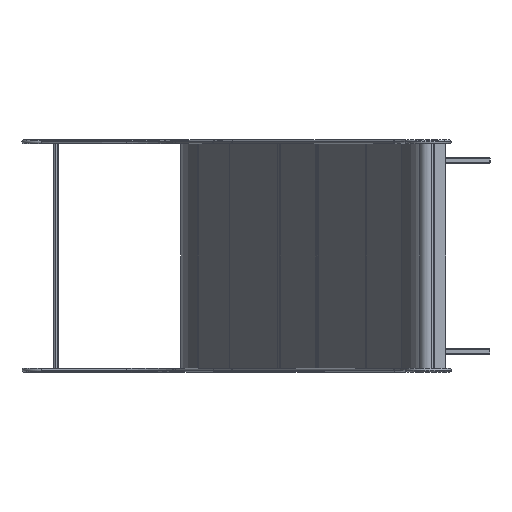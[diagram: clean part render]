
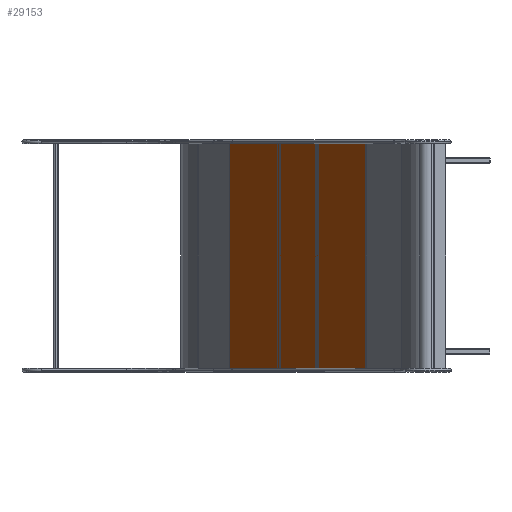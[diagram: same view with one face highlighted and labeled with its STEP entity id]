
A CAD part, left-side view. The second image highlights one B-rep face of the part: STEP entity #29153.
In plain terms, the highlighted face is planar.
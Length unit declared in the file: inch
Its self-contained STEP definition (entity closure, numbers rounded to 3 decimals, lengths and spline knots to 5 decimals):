
#1537 = ORIENTED_EDGE ( 'NONE', *, *, #38023, .T. ) ;
#2079 = EDGE_CURVE ( 'NONE', #38307, #9858, #21453, .T. ) ;
#3059 = LINE ( 'NONE', #8920, #27422 ) ;
#3362 = AXIS2_PLACEMENT_3D ( 'NONE', #26959, #21298, #8610 ) ;
#6357 = DIRECTION ( 'NONE',  ( 1., 0., 0. ) ) ;
#6744 = DIRECTION ( 'NONE',  ( 0., 0., -1. ) ) ;
#7015 = DIRECTION ( 'NONE',  ( 0., 0., 1. ) ) ;
#7139 = LINE ( 'NONE', #16516, #37516 ) ;
#8610 = DIRECTION ( 'NONE',  ( 0., 0., 1. ) ) ;
#8920 = CARTESIAN_POINT ( 'NONE',  ( -29.91236, 0., 35.8622 ) ) ;
#9130 = VERTEX_POINT ( 'NONE', #34269 ) ;
#9858 = VERTEX_POINT ( 'NONE', #13442 ) ;
#9970 = CARTESIAN_POINT ( 'NONE',  ( 29.8622, 0., 35.8622 ) ) ;
#10213 = EDGE_CURVE ( 'NONE', #9130, #28044, #3059, .T. ) ;
#10549 = LINE ( 'NONE', #16022, #20923 ) ;
#11410 = ORIENTED_EDGE ( 'NONE', *, *, #2079, .T. ) ;
#11832 = EDGE_LOOP ( 'NONE', ( #1537, #21047, #17641, #11410 ) ) ;
#11946 = FACE_OUTER_BOUND ( 'NONE', #11832, .T. ) ;
#13442 = CARTESIAN_POINT ( 'NONE',  ( -29.8622, 0., -35.8622 ) ) ;
#14474 = PLANE ( 'NONE',  #3362 ) ;
#16022 = CARTESIAN_POINT ( 'NONE',  ( -29.8622, 0., -35.91236 ) ) ;
#16516 = CARTESIAN_POINT ( 'NONE',  ( 29.8622, 0., 35.91236 ) ) ;
#17641 = ORIENTED_EDGE ( 'NONE', *, *, #20285, .T. ) ;
#20285 = EDGE_CURVE ( 'NONE', #28044, #38307, #7139, .T. ) ;
#20923 = VECTOR ( 'NONE', #7015, 39.37008 ) ;
#21047 = ORIENTED_EDGE ( 'NONE', *, *, #10213, .T. ) ;
#21298 = DIRECTION ( 'NONE',  ( 0., 1., 0. ) ) ;
#21453 = LINE ( 'NONE', #35965, #38650 ) ;
#26959 = CARTESIAN_POINT ( 'NONE',  ( 0., 0., 0. ) ) ;
#27422 = VECTOR ( 'NONE', #6357, 39.37008 ) ;
#28044 = VERTEX_POINT ( 'NONE', #9970 ) ;
#29153 = ADVANCED_FACE ( 'NONE', ( #11946 ), #14474, .T. ) ;
#30249 = CARTESIAN_POINT ( 'NONE',  ( 29.8622, 0., -35.8622 ) ) ;
#34269 = CARTESIAN_POINT ( 'NONE',  ( -29.8622, 0., 35.8622 ) ) ;
#35965 = CARTESIAN_POINT ( 'NONE',  ( 29.91236, 0., -35.8622 ) ) ;
#36163 = DIRECTION ( 'NONE',  ( -1., 0., 0. ) ) ;
#37516 = VECTOR ( 'NONE', #6744, 39.37008 ) ;
#38023 = EDGE_CURVE ( 'NONE', #9858, #9130, #10549, .T. ) ;
#38307 = VERTEX_POINT ( 'NONE', #30249 ) ;
#38650 = VECTOR ( 'NONE', #36163, 39.37008 ) ;
